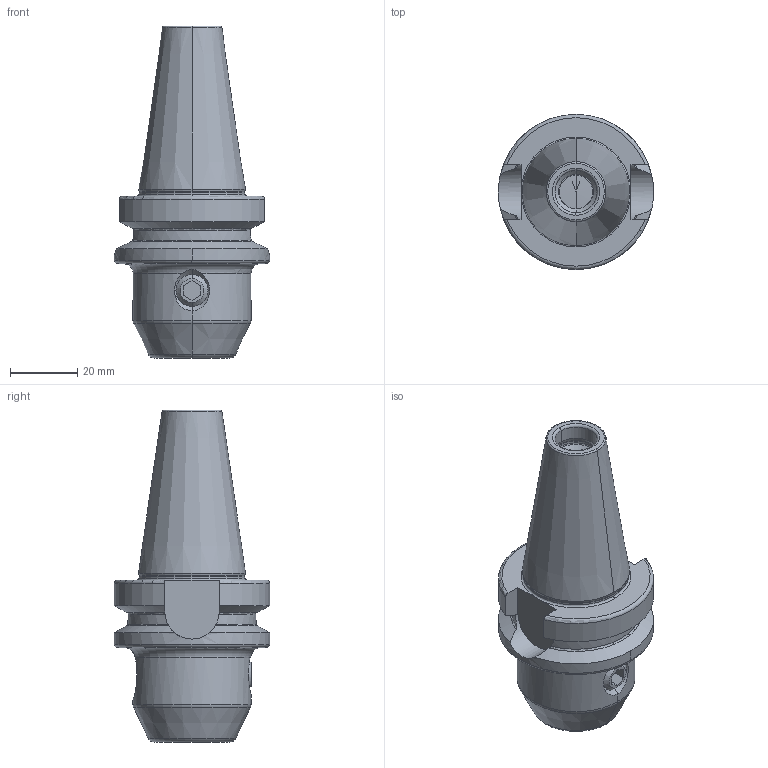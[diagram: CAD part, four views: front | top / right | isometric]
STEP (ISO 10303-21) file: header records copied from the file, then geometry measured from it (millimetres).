
FILE_DESCRIPTION((''),'2;1');
FILE_NAME('305_04_10','2020-07-14T',('104091'),(''),'CREO PARAMETRIC BY PTC INC, 2015290','CREO PARAMETRIC BY PTC INC, 2015290','');
FILE_SCHEMA(('CONFIG_CONTROL_DESIGN'));
Length unit declared in the file: millimetre
Products named in the file (1): 305_04_10
Bounding box: 46 x 46 x 98.4 mm (x, y, z)
Volume: 68559.5 mm3; surface area: 15832.4 mm2
Topology: 2 solids, 2 shells, 100 faces, 235 edges, 140 vertices
Faces by surface type: torus 28, cylinder 24, plane 22, cone 22, sphere 2, bspline 2
Entity records: 3213 total; most frequent: CARTESIAN_POINT 892, DIRECTION 507, ORIENTED_EDGE 462, EDGE_CURVE 231, AXIS2_PLACEMENT_3D 217, VERTEX_POINT 140, CIRCLE 116, EDGE_LOOP 107
